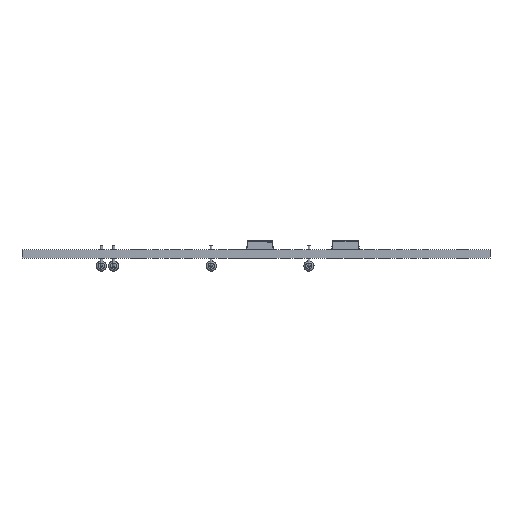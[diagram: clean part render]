
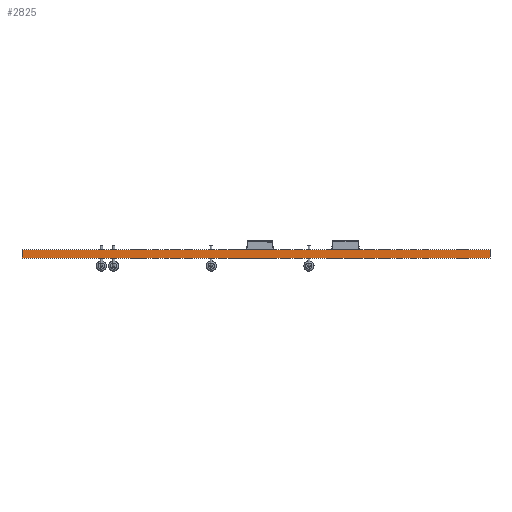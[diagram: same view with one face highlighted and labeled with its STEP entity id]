
A CAD part, front view. The second image highlights one B-rep face of the part: STEP entity #2825.
In plain terms, the highlighted planar face has unit normal (0, -1, 0).
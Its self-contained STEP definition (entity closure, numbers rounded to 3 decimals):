
#2825 = ADVANCED_FACE('',(#2826),#2860,.T.);
#2826 = FACE_BOUND('',#2827,.T.);
#2827 = EDGE_LOOP('',(#2828,#2838,#2846,#2854));
#2828 = ORIENTED_EDGE('',*,*,#2829,.T.);
#2829 = EDGE_CURVE('',#2830,#2832,#2834,.T.);
#2830 = VERTEX_POINT('',#2831);
#2831 = CARTESIAN_POINT('',(190.109,-147.638,0.));
#2832 = VERTEX_POINT('',#2833);
#2833 = CARTESIAN_POINT('',(190.109,-147.638,1.6));
#2834 = LINE('',#2835,#2836);
#2835 = CARTESIAN_POINT('',(190.109,-147.638,0.));
#2836 = VECTOR('',#2837,1.);
#2837 = DIRECTION('',(0.,0.,1.));
#2838 = ORIENTED_EDGE('',*,*,#2839,.T.);
#2839 = EDGE_CURVE('',#2832,#2840,#2842,.T.);
#2840 = VERTEX_POINT('',#2841);
#2841 = CARTESIAN_POINT('',(98.822,-147.638,1.6));
#2842 = LINE('',#2843,#2844);
#2843 = CARTESIAN_POINT('',(190.109,-147.638,1.6));
#2844 = VECTOR('',#2845,1.);
#2845 = DIRECTION('',(-1.,0.,0.));
#2846 = ORIENTED_EDGE('',*,*,#2847,.F.);
#2847 = EDGE_CURVE('',#2848,#2840,#2850,.T.);
#2848 = VERTEX_POINT('',#2849);
#2849 = CARTESIAN_POINT('',(98.822,-147.638,0.));
#2850 = LINE('',#2851,#2852);
#2851 = CARTESIAN_POINT('',(98.822,-147.638,0.));
#2852 = VECTOR('',#2853,1.);
#2853 = DIRECTION('',(0.,0.,1.));
#2854 = ORIENTED_EDGE('',*,*,#2855,.F.);
#2855 = EDGE_CURVE('',#2830,#2848,#2856,.T.);
#2856 = LINE('',#2857,#2858);
#2857 = CARTESIAN_POINT('',(190.109,-147.638,0.));
#2858 = VECTOR('',#2859,1.);
#2859 = DIRECTION('',(-1.,0.,0.));
#2860 = PLANE('',#2861);
#2861 = AXIS2_PLACEMENT_3D('',#2862,#2863,#2864);
#2862 = CARTESIAN_POINT('',(190.109,-147.638,0.));
#2863 = DIRECTION('',(0.,-1.,0.));
#2864 = DIRECTION('',(-1.,0.,0.));
